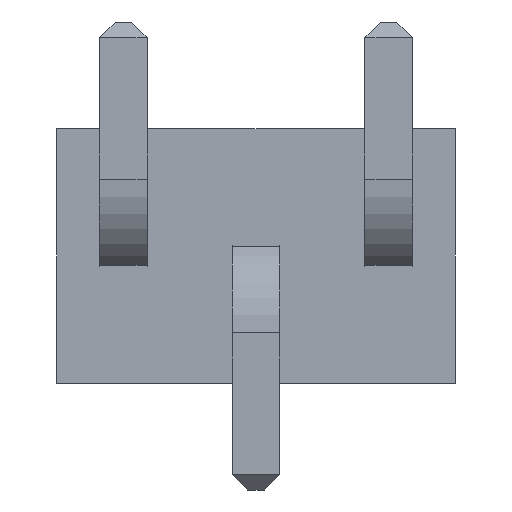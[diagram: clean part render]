
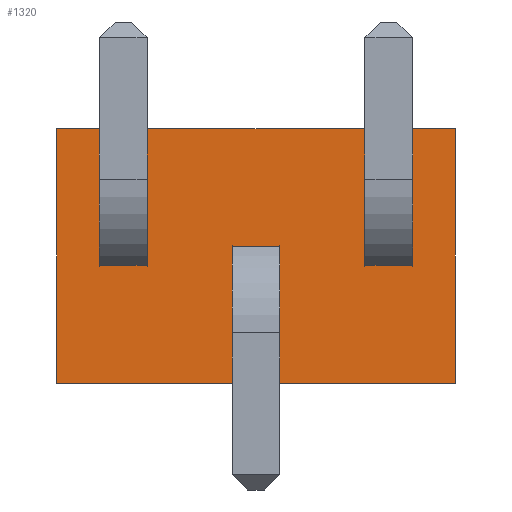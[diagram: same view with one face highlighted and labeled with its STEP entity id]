
A CAD part, front view. The second image highlights one B-rep face of the part: STEP entity #1320.
In plain terms, the highlighted planar face has unit normal (0, -1, 0).
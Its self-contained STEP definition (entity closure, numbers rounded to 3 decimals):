
#70=FACE_BOUND('',#176,.T.);
#71=FACE_BOUND('',#177,.T.);
#72=FACE_BOUND('',#178,.T.);
#94=FACE_OUTER_BOUND('',#175,.T.);
#175=EDGE_LOOP('',(#969,#970,#971,#972));
#176=EDGE_LOOP('',(#973,#974,#975,#976));
#177=EDGE_LOOP('',(#977,#978,#979,#980));
#178=EDGE_LOOP('',(#981,#982,#983,#984));
#255=LINE('',#1934,#417);
#260=LINE('',#1948,#422);
#265=LINE('',#1962,#427);
#267=LINE('',#1968,#429);
#270=LINE('',#1973,#432);
#273=LINE('',#1980,#435);
#274=LINE('',#1985,#436);
#275=LINE('',#1987,#437);
#276=LINE('',#1990,#438);
#277=LINE('',#1994,#439);
#280=LINE('',#2001,#442);
#281=LINE('',#2004,#443);
#282=LINE('',#2008,#444);
#285=LINE('',#2015,#447);
#286=LINE('',#2018,#448);
#287=LINE('',#2019,#449);
#417=VECTOR('',#1543,10.);
#422=VECTOR('',#1556,10.);
#427=VECTOR('',#1569,10.);
#429=VECTOR('',#1575,1000.);
#432=VECTOR('',#1580,1000.);
#435=VECTOR('',#1587,10.);
#436=VECTOR('',#1594,10.);
#437=VECTOR('',#1597,10.);
#438=VECTOR('',#1600,10.);
#439=VECTOR('',#1605,10.);
#442=VECTOR('',#1614,10.);
#443=VECTOR('',#1617,10.);
#444=VECTOR('',#1622,10.);
#447=VECTOR('',#1631,10.);
#448=VECTOR('',#1634,1000.);
#449=VECTOR('',#1635,1000.);
#578=VERTEX_POINT('',#1931);
#579=VERTEX_POINT('',#1933);
#583=VERTEX_POINT('',#1945);
#584=VERTEX_POINT('',#1947);
#588=VERTEX_POINT('',#1959);
#589=VERTEX_POINT('',#1961);
#590=VERTEX_POINT('',#1965);
#591=VERTEX_POINT('',#1967);
#592=VERTEX_POINT('',#1971);
#594=VERTEX_POINT('',#1979);
#595=VERTEX_POINT('',#1983);
#596=VERTEX_POINT('',#1989);
#597=VERTEX_POINT('',#1993);
#599=VERTEX_POINT('',#2003);
#600=VERTEX_POINT('',#2007);
#602=VERTEX_POINT('',#2017);
#696=EDGE_CURVE('',#579,#578,#255,.T.);
#703=EDGE_CURVE('',#584,#583,#260,.T.);
#710=EDGE_CURVE('',#589,#588,#265,.T.);
#713=EDGE_CURVE('',#591,#590,#267,.T.);
#716=EDGE_CURVE('',#590,#592,#270,.T.);
#719=EDGE_CURVE('',#588,#594,#273,.T.);
#722=EDGE_CURVE('',#594,#595,#274,.T.);
#723=EDGE_CURVE('',#595,#589,#275,.T.);
#724=EDGE_CURVE('',#596,#584,#276,.T.);
#726=EDGE_CURVE('',#597,#596,#277,.T.);
#730=EDGE_CURVE('',#583,#597,#280,.T.);
#731=EDGE_CURVE('',#599,#579,#281,.T.);
#733=EDGE_CURVE('',#600,#599,#282,.T.);
#737=EDGE_CURVE('',#578,#600,#285,.T.);
#738=EDGE_CURVE('',#592,#602,#286,.T.);
#739=EDGE_CURVE('',#602,#591,#287,.T.);
#969=ORIENTED_EDGE('',*,*,#716,.T.);
#970=ORIENTED_EDGE('',*,*,#738,.T.);
#971=ORIENTED_EDGE('',*,*,#739,.T.);
#972=ORIENTED_EDGE('',*,*,#713,.T.);
#973=ORIENTED_EDGE('',*,*,#722,.T.);
#974=ORIENTED_EDGE('',*,*,#723,.T.);
#975=ORIENTED_EDGE('',*,*,#710,.T.);
#976=ORIENTED_EDGE('',*,*,#719,.T.);
#977=ORIENTED_EDGE('',*,*,#703,.T.);
#978=ORIENTED_EDGE('',*,*,#730,.T.);
#979=ORIENTED_EDGE('',*,*,#726,.T.);
#980=ORIENTED_EDGE('',*,*,#724,.T.);
#981=ORIENTED_EDGE('',*,*,#696,.T.);
#982=ORIENTED_EDGE('',*,*,#737,.T.);
#983=ORIENTED_EDGE('',*,*,#733,.T.);
#984=ORIENTED_EDGE('',*,*,#731,.T.);
#1248=PLANE('',#1439);
#1320=ADVANCED_FACE('',(#94,#70,#71,#72),#1248,.T.);
#1439=AXIS2_PLACEMENT_3D('',#2016,#1632,#1633);
#1543=DIRECTION('',(0.,0.,1.));
#1556=DIRECTION('',(0.,0.,1.));
#1569=DIRECTION('',(0.,0.,-1.));
#1575=DIRECTION('',(-1.,0.,0.));
#1580=DIRECTION('',(0.,0.,-1.));
#1587=DIRECTION('',(-1.,0.,0.));
#1594=DIRECTION('',(0.,0.,1.));
#1597=DIRECTION('',(1.,0.,0.));
#1600=DIRECTION('',(-1.,0.,0.));
#1605=DIRECTION('',(0.,0.,-1.));
#1614=DIRECTION('',(1.,0.,0.));
#1617=DIRECTION('',(-1.,0.,0.));
#1622=DIRECTION('',(0.,0.,-1.));
#1631=DIRECTION('',(1.,0.,0.));
#1632=DIRECTION('center_axis',(0.,-1.,0.));
#1633=DIRECTION('ref_axis',(0.,0.,-1.));
#1634=DIRECTION('',(1.,0.,0.));
#1635=DIRECTION('',(0.,0.,1.));
#1931=CARTESIAN_POINT('',(1.041,-2.135,0.647));
#1933=CARTESIAN_POINT('',(1.041,-2.135,-0.089));
#1934=CARTESIAN_POINT('',(1.041,-2.135,-2.54));
#1945=CARTESIAN_POINT('',(-0.229,-2.135,0.089));
#1947=CARTESIAN_POINT('',(-0.229,-2.135,-0.647));
#1948=CARTESIAN_POINT('',(-0.229,-2.135,-2.54));
#1959=CARTESIAN_POINT('',(-1.041,-2.135,-0.089));
#1961=CARTESIAN_POINT('',(-1.041,-2.135,0.647));
#1962=CARTESIAN_POINT('',(-1.041,-2.135,-2.54));
#1965=CARTESIAN_POINT('',(-1.905,-2.135,1.219));
#1967=CARTESIAN_POINT('',(1.905,-2.135,1.219));
#1968=CARTESIAN_POINT('',(-1.905,-2.135,1.219));
#1971=CARTESIAN_POINT('',(-1.905,-2.135,-1.219));
#1973=CARTESIAN_POINT('',(-1.905,-2.135,-1.219));
#1979=CARTESIAN_POINT('',(-1.499,-2.135,-0.089));
#1980=CARTESIAN_POINT('',(-1.499,-2.135,-0.089));
#1983=CARTESIAN_POINT('',(-1.499,-2.135,0.647));
#1985=CARTESIAN_POINT('',(-1.499,-2.135,-0.368));
#1987=CARTESIAN_POINT('',(-1.499,-2.135,0.647));
#1989=CARTESIAN_POINT('',(0.229,-2.135,-0.647));
#1990=CARTESIAN_POINT('',(-1.499,-2.135,-0.647));
#1993=CARTESIAN_POINT('',(0.229,-2.135,0.089));
#1994=CARTESIAN_POINT('',(0.229,-2.135,-2.54));
#2001=CARTESIAN_POINT('',(-1.499,-2.135,0.089));
#2003=CARTESIAN_POINT('',(1.499,-2.135,-0.089));
#2004=CARTESIAN_POINT('',(-1.499,-2.135,-0.089));
#2007=CARTESIAN_POINT('',(1.499,-2.135,0.647));
#2008=CARTESIAN_POINT('',(1.499,-2.135,-0.368));
#2015=CARTESIAN_POINT('',(-1.499,-2.135,0.647));
#2016=CARTESIAN_POINT('Origin',(0.,-2.135,0.));
#2017=CARTESIAN_POINT('',(1.905,-2.135,-1.219));
#2018=CARTESIAN_POINT('',(1.905,-2.135,-1.219));
#2019=CARTESIAN_POINT('',(1.905,-2.135,1.219));
